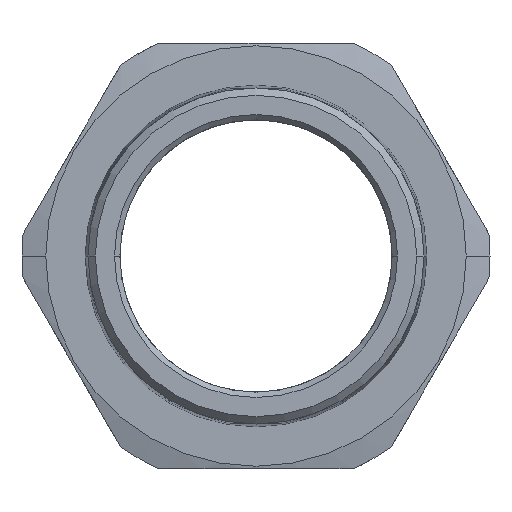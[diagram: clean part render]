
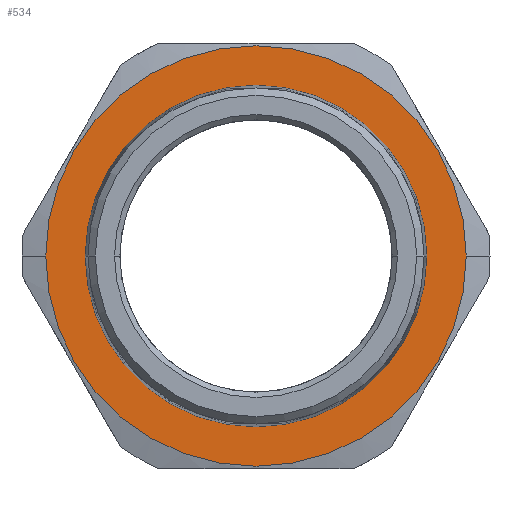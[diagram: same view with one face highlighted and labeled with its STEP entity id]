
A CAD part, left-side view. The second image highlights one B-rep face of the part: STEP entity #534.
In plain terms, the highlighted planar face has unit normal (-1, 0, 0).
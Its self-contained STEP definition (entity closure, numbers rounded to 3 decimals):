
#166 = FACE_BOUND ( 'NONE', #626, .T. ) ;
#303 = DIRECTION ( 'NONE',  ( 0., -1., 0. ) ) ;
#318 = EDGE_CURVE ( 'NONE', #4781, #691, #1696, .T. ) ;
#478 = VERTEX_POINT ( 'NONE', #4713 ) ;
#490 = ORIENTED_EDGE ( 'NONE', *, *, #1167, .T. ) ;
#534 = ADVANCED_FACE ( 'NONE', ( #166, #2446 ), #2553, .F. ) ;
#538 = EDGE_CURVE ( 'NONE', #691, #4781, #2147, .T. ) ;
#576 = CARTESIAN_POINT ( 'NONE',  ( -3.275, -29.65, 0. ) ) ;
#626 = EDGE_LOOP ( 'NONE', ( #490, #2086 ) ) ;
#691 = VERTEX_POINT ( 'NONE', #576 ) ;
#773 = DIRECTION ( 'NONE',  ( 0., -1., 0. ) ) ;
#828 = DIRECTION ( 'NONE',  ( 1., 0., 0. ) ) ;
#853 = DIRECTION ( 'NONE',  ( 0., -1., 0. ) ) ;
#1136 = CIRCLE ( 'NONE', #3572, 24.095 ) ;
#1167 = EDGE_CURVE ( 'NONE', #478, #2236, #1136, .T. ) ;
#1213 = CARTESIAN_POINT ( 'NONE',  ( -3.275, 0., 0. ) ) ;
#1415 = ORIENTED_EDGE ( 'NONE', *, *, #318, .F. ) ;
#1680 = CARTESIAN_POINT ( 'NONE',  ( -3.275, 0., 33. ) ) ;
#1690 = ORIENTED_EDGE ( 'NONE', *, *, #538, .F. ) ;
#1692 = CARTESIAN_POINT ( 'NONE',  ( -3.275, 24.095, 0. ) ) ;
#1696 = CIRCLE ( 'NONE', #3782, 29.65 ) ;
#2054 = CARTESIAN_POINT ( 'NONE',  ( -3.275, 0., 0. ) ) ;
#2086 = ORIENTED_EDGE ( 'NONE', *, *, #2866, .T. ) ;
#2147 = CIRCLE ( 'NONE', #4728, 29.65 ) ;
#2236 = VERTEX_POINT ( 'NONE', #1692 ) ;
#2446 = FACE_OUTER_BOUND ( 'NONE', #3700, .T. ) ;
#2553 = PLANE ( 'NONE',  #3963 ) ;
#2648 = CARTESIAN_POINT ( 'NONE',  ( -3.275, 29.65, 0. ) ) ;
#2696 = DIRECTION ( 'NONE',  ( 1., 0., 0. ) ) ;
#2866 = EDGE_CURVE ( 'NONE', #2236, #478, #4035, .T. ) ;
#2869 = DIRECTION ( 'NONE',  ( 1., 0., 0. ) ) ;
#3013 = CARTESIAN_POINT ( 'NONE',  ( -3.275, 0., 0. ) ) ;
#3132 = DIRECTION ( 'NONE',  ( 0., -1., 0. ) ) ;
#3572 = AXIS2_PLACEMENT_3D ( 'NONE', #4816, #2696, #3132 ) ;
#3700 = EDGE_LOOP ( 'NONE', ( #1690, #1415 ) ) ;
#3782 = AXIS2_PLACEMENT_3D ( 'NONE', #1213, #2869, #303 ) ;
#3963 = AXIS2_PLACEMENT_3D ( 'NONE', #1680, #5149, #853 ) ;
#4035 = CIRCLE ( 'NONE', #5172, 24.095 ) ;
#4713 = CARTESIAN_POINT ( 'NONE',  ( -3.275, -24.095, 0. ) ) ;
#4725 = DIRECTION ( 'NONE',  ( 0., -1., 0. ) ) ;
#4728 = AXIS2_PLACEMENT_3D ( 'NONE', #3013, #828, #4725 ) ;
#4781 = VERTEX_POINT ( 'NONE', #2648 ) ;
#4816 = CARTESIAN_POINT ( 'NONE',  ( -3.275, 0., 0. ) ) ;
#5036 = DIRECTION ( 'NONE',  ( 1., 0., 0. ) ) ;
#5149 = DIRECTION ( 'NONE',  ( 1., 0., 0. ) ) ;
#5172 = AXIS2_PLACEMENT_3D ( 'NONE', #2054, #5036, #773 ) ;
